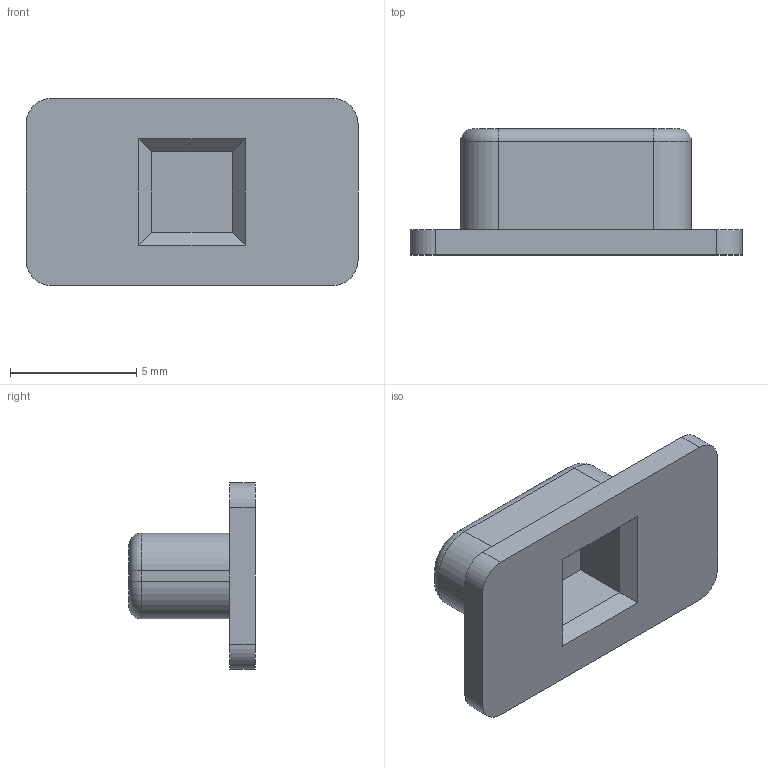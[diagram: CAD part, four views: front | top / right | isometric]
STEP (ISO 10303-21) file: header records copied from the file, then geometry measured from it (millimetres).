
FILE_DESCRIPTION(/* description */ (''),/* implementation_level */ '2;1');
FILE_NAME(/* name */ 'Button Select v6.step',/* time_stamp */ '2018-06-16T15:51:03-07:00',/* author */ ('dkonigsberg'),/* organization */ (''),/* preprocessor_version */ 'ST-DEVELOPER v17',/* originating_system */ 'Autodesk Translation Framework v7.1.0.215',/* authorisation */ '');
FILE_SCHEMA (('AUTOMOTIVE_DESIGN { 1 0 10303 214 3 1 1 }'));
Length unit declared in the file: millimetre
Products named in the file (1): Button Select
Bounding box: 13.15 x 5 x 7.4 mm (x, y, z)
Volume: 182.6 mm3; surface area: 348.7 mm2
Topology: 1 solids, 1 shells, 36 faces, 84 edges, 52 vertices
Faces by surface type: plane 20, cylinder 12, torus 4
Entity records: 1060 total; most frequent: DIRECTION 186, CARTESIAN_POINT 173, ORIENTED_EDGE 168, EDGE_CURVE 84, AXIS2_PLACEMENT_3D 65, LINE 56, VECTOR 56, VERTEX_POINT 52
